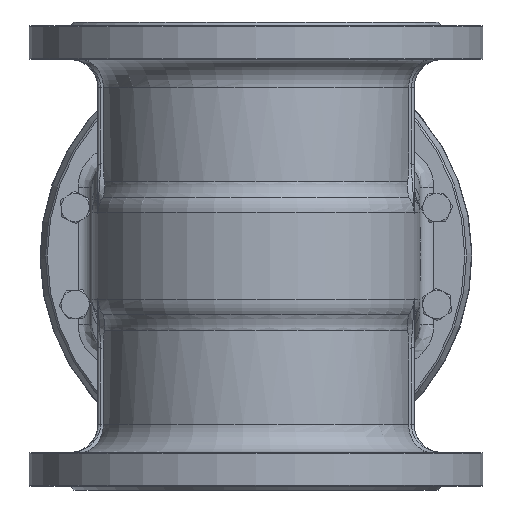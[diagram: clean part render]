
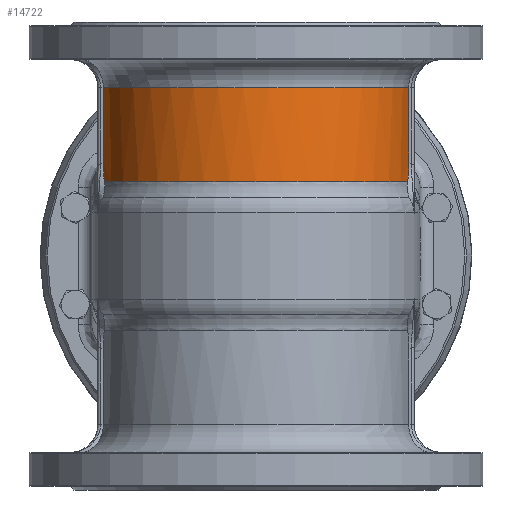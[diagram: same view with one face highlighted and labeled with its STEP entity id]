
A CAD part, front view. The second image highlights one B-rep face of the part: STEP entity #14722.
In plain terms, the highlighted cylindrical face has radius 165 mm (diameter 330 mm), a partial arc.
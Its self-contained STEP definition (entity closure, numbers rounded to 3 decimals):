
#907=CYLINDRICAL_SURFACE('',#16115,165.);
#1542=LINE('',#25825,#2341);
#1543=LINE('',#26016,#2342);
#2341=VECTOR('',#18992,10.);
#2342=VECTOR('',#19005,10.);
#3261=FACE_OUTER_BOUND('',#4176,.T.);
#4176=EDGE_LOOP('',(#11330,#11331,#11332,#11333,#11334,#11335));
#4806=B_SPLINE_CURVE_WITH_KNOTS('',3,(#25880,#25881,#25882,#25883,#25884,
#25885,#25886,#25887),.UNSPECIFIED.,.F.,.F.,(4,2,2,4),(0.,0.78,
1.543,2.099),.UNSPECIFIED.);
#4813=B_SPLINE_CURVE_WITH_KNOTS('',3,(#25987,#25988,#25989,#25990,#25991,
#25992,#25993,#25994),.UNSPECIFIED.,.F.,.F.,(4,2,2,4),(2.314,
2.668,3.092,4.401),.UNSPECIFIED.);
#5391=CIRCLE('',#16112,165.);
#5393=CIRCLE('',#16116,165.);
#6473=VERTEX_POINT('',#25807);
#6474=VERTEX_POINT('',#25824);
#6475=VERTEX_POINT('',#25879);
#6478=VERTEX_POINT('',#25911);
#6481=VERTEX_POINT('',#25986);
#6483=VERTEX_POINT('',#26014);
#8184=EDGE_CURVE('',#6473,#6474,#1542,.T.);
#8186=EDGE_CURVE('',#6474,#6475,#4806,.T.);
#8190=EDGE_CURVE('',#6478,#6475,#5391,.T.);
#8195=EDGE_CURVE('',#6478,#6481,#4813,.T.);
#8199=EDGE_CURVE('',#6473,#6483,#5393,.T.);
#8200=EDGE_CURVE('',#6483,#6481,#1543,.T.);
#11330=ORIENTED_EDGE('',*,*,#8186,.F.);
#11331=ORIENTED_EDGE('',*,*,#8184,.F.);
#11332=ORIENTED_EDGE('',*,*,#8199,.T.);
#11333=ORIENTED_EDGE('',*,*,#8200,.T.);
#11334=ORIENTED_EDGE('',*,*,#8195,.F.);
#11335=ORIENTED_EDGE('',*,*,#8190,.T.);
#14722=ADVANCED_FACE('',(#3261),#907,.T.);
#16112=AXIS2_PLACEMENT_3D('',#25912,#18995,#18996);
#16115=AXIS2_PLACEMENT_3D('',#26013,#19001,#19002);
#16116=AXIS2_PLACEMENT_3D('',#26015,#19003,#19004);
#18992=DIRECTION('',(0.,0.,-1.));
#18995=DIRECTION('center_axis',(0.,0.,1.));
#18996=DIRECTION('ref_axis',(0.,-1.,0.));
#19001=DIRECTION('center_axis',(0.,0.,1.));
#19002=DIRECTION('ref_axis',(1.,0.,0.));
#19003=DIRECTION('center_axis',(0.,0.,-1.));
#19004=DIRECTION('ref_axis',(0.,-1.,0.));
#19005=DIRECTION('',(0.,0.,-1.));
#25807=CARTESIAN_POINT('',(163.095,-25.,430.));
#25824=CARTESIAN_POINT('',(163.095,-25.,349.278));
#25825=CARTESIAN_POINT('',(163.095,-25.,460.));
#25879=CARTESIAN_POINT('',(162.097,-30.816,329.558));
#25880=CARTESIAN_POINT('Ctrl Pts',(163.095,-25.,349.278));
#25881=CARTESIAN_POINT('Ctrl Pts',(163.095,-25.,346.679));
#25882=CARTESIAN_POINT('Ctrl Pts',(163.053,-25.28,344.082));
#25883=CARTESIAN_POINT('Ctrl Pts',(162.881,-26.367,339.06));
#25884=CARTESIAN_POINT('Ctrl Pts',(162.752,-27.163,336.63));
#25885=CARTESIAN_POINT('Ctrl Pts',(162.44,-28.962,332.635));
#25886=CARTESIAN_POINT('Ctrl Pts',(162.283,-29.839,331.04));
#25887=CARTESIAN_POINT('Ctrl Pts',(162.097,-30.816,329.558));
#25911=CARTESIAN_POINT('',(-162.097,-30.816,329.558));
#25912=CARTESIAN_POINT('Origin',(0.,0.,329.558));
#25986=CARTESIAN_POINT('',(-163.095,-25.,349.278));
#25987=CARTESIAN_POINT('Ctrl Pts',(-162.097,-30.816,
329.558));
#25988=CARTESIAN_POINT('Ctrl Pts',(-162.22,-30.169,
330.539));
#25989=CARTESIAN_POINT('Ctrl Pts',(-162.329,-29.575,
331.556));
#25990=CARTESIAN_POINT('Ctrl Pts',(-162.541,-28.388,
333.85));
#25991=CARTESIAN_POINT('Ctrl Pts',(-162.639,-27.815,
335.143));
#25992=CARTESIAN_POINT('Ctrl Pts',(-162.979,-25.793,340.544));
#25993=CARTESIAN_POINT('Ctrl Pts',(-163.095,-25.,
344.905));
#25994=CARTESIAN_POINT('Ctrl Pts',(-163.095,-25.,
349.278));
#26013=CARTESIAN_POINT('Origin',(0.,0.,460.));
#26014=CARTESIAN_POINT('',(-163.095,-25.,430.));
#26015=CARTESIAN_POINT('Origin',(0.,0.,430.));
#26016=CARTESIAN_POINT('',(-163.095,-25.,460.));
